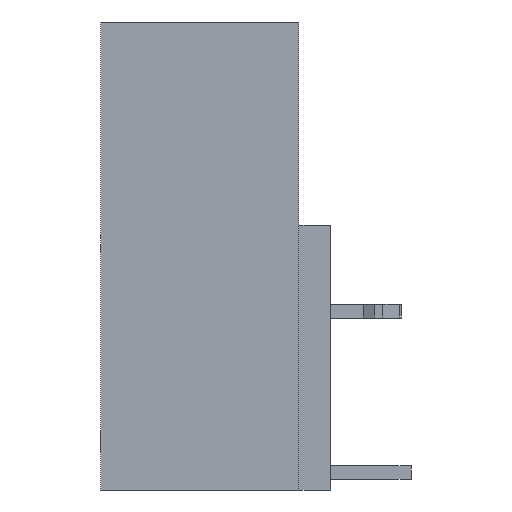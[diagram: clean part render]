
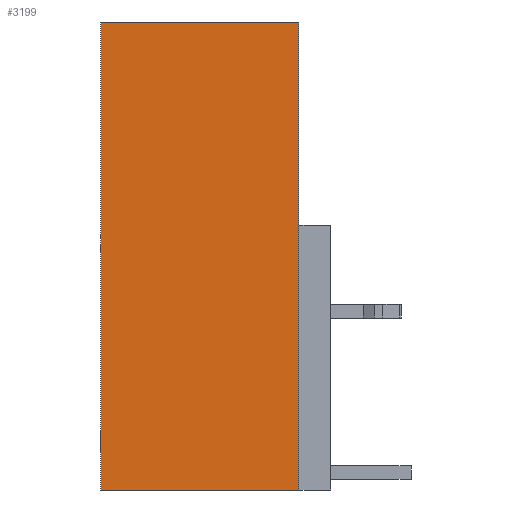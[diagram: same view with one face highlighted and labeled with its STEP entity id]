
A CAD part, left-side view. The second image highlights one B-rep face of the part: STEP entity #3199.
In plain terms, the highlighted planar face has unit normal (-1, 0, 0).
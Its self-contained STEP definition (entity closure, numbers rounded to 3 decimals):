
#72=DIRECTION('',(0.,1.,0.));
#73=VECTOR('',#72,9.35);
#74=CARTESIAN_POINT('',(-12.08,-4.675,-5.6));
#75=LINE('',#74,#73);
#76=DIRECTION('',(0.,0.,1.));
#77=VECTOR('',#76,22.1);
#78=CARTESIAN_POINT('',(-12.08,4.675,-5.6));
#79=LINE('',#78,#77);
#80=DIRECTION('',(0.,-1.,0.));
#81=VECTOR('',#80,9.35);
#82=CARTESIAN_POINT('',(-12.08,4.675,16.5));
#83=LINE('',#82,#81);
#104=DIRECTION('',(0.,0.,1.));
#105=VECTOR('',#104,22.1);
#106=CARTESIAN_POINT('',(-12.08,-4.675,-5.6));
#107=LINE('',#106,#105);
#2420=CARTESIAN_POINT('',(-12.08,4.675,-5.6));
#2421=CARTESIAN_POINT('',(-12.08,4.675,16.5));
#2422=VERTEX_POINT('',#2420);
#2423=VERTEX_POINT('',#2421);
#2424=CARTESIAN_POINT('',(-12.08,-4.675,16.5));
#2425=VERTEX_POINT('',#2424);
#2588=CARTESIAN_POINT('',(-12.08,-4.675,-5.6));
#2590=VERTEX_POINT('',#2588);
#3184=CARTESIAN_POINT('',(-12.08,0.,0.));
#3185=DIRECTION('',(1.,0.,0.));
#3186=DIRECTION('',(0.,-1.,0.));
#3187=AXIS2_PLACEMENT_3D('',#3184,#3185,#3186);
#3188=PLANE('',#3187);
#3190=ORIENTED_EDGE('',*,*,#3189,.F.);
#3192=ORIENTED_EDGE('',*,*,#3191,.T.);
#3194=ORIENTED_EDGE('',*,*,#3193,.T.);
#3196=ORIENTED_EDGE('',*,*,#3195,.T.);
#3197=EDGE_LOOP('',(#3190,#3192,#3194,#3196));
#3198=FACE_OUTER_BOUND('',#3197,.F.);
#3199=ADVANCED_FACE('',(#3198),#3188,.F.);
#3189=EDGE_CURVE('',#2590,#2425,#107,.T.);
#3191=EDGE_CURVE('',#2590,#2422,#75,.T.);
#3193=EDGE_CURVE('',#2422,#2423,#79,.T.);
#3195=EDGE_CURVE('',#2423,#2425,#83,.T.);
